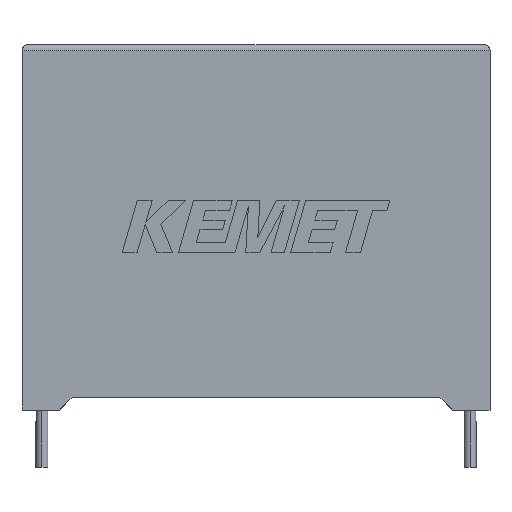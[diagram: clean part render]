
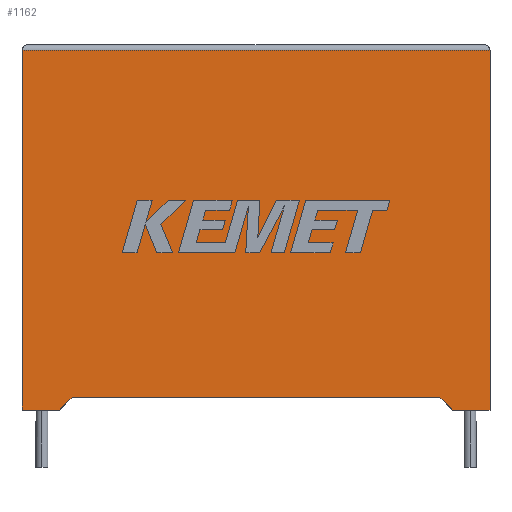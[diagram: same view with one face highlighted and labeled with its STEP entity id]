
A CAD part, top view. The second image highlights one B-rep face of the part: STEP entity #1162.
In plain terms, the highlighted planar face has unit normal (0, 0, 1).
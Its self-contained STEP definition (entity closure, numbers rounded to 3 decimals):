
#40 = VECTOR ( 'NONE', #482, 1000. ) ;
#53 = VECTOR ( 'NONE', #328, 1000. ) ;
#92 = LINE ( 'NONE', #367, #2157 ) ;
#122 = DIRECTION ( 'NONE',  ( 0., -1., 0. ) ) ;
#314 = EDGE_CURVE ( 'NONE', #2446, #1660, #490, .T. ) ;
#316 = VERTEX_POINT ( 'NONE', #1483 ) ;
#326 = CARTESIAN_POINT ( 'NONE',  ( 37.75, 0., 16.5 ) ) ;
#328 = DIRECTION ( 'NONE',  ( -1., 0., 0. ) ) ;
#352 = ORIENTED_EDGE ( 'NONE', *, *, #2298, .T. ) ;
#360 = LINE ( 'NONE', #2777, #53 ) ;
#367 = CARTESIAN_POINT ( 'NONE',  ( 0., 0., 16.5 ) ) ;
#383 = LINE ( 'NONE', #1170, #1316 ) ;
#482 = DIRECTION ( 'NONE',  ( 0., 1., 0. ) ) ;
#490 = LINE ( 'NONE', #2933, #1078 ) ;
#628 = CARTESIAN_POINT ( 'NONE',  ( 0., 0., 16.5 ) ) ;
#654 = EDGE_CURVE ( 'NONE', #1424, #1143, #92, .T. ) ;
#702 = ORIENTED_EDGE ( 'NONE', *, *, #1718, .T. ) ;
#715 = DIRECTION ( 'NONE',  ( 1., 0., 0. ) ) ;
#732 = ORIENTED_EDGE ( 'NONE', *, *, #2002, .F. ) ;
#741 = CARTESIAN_POINT ( 'NONE',  ( 0., 31.5, 16.5 ) ) ;
#856 = EDGE_CURVE ( 'NONE', #1660, #316, #2729, .T. ) ;
#921 = CARTESIAN_POINT ( 'NONE',  ( 0., 0., 16.5 ) ) ;
#924 = DIRECTION ( 'NONE',  ( -0.718, -0.696, 0. ) ) ;
#1001 = ORIENTED_EDGE ( 'NONE', *, *, #314, .T. ) ;
#1078 = VECTOR ( 'NONE', #715, 1000. ) ;
#1089 = VECTOR ( 'NONE', #2221, 1000. ) ;
#1143 = VERTEX_POINT ( 'NONE', #628 ) ;
#1162 = ADVANCED_FACE ( 'NONE', ( #1195 ), #2885, .F. ) ;
#1170 = CARTESIAN_POINT ( 'NONE',  ( 3.25, 0., 16.5 ) ) ;
#1195 = FACE_OUTER_BOUND ( 'NONE', #3030, .T. ) ;
#1237 = EDGE_CURVE ( 'NONE', #2509, #1745, #383, .T. ) ;
#1248 = CARTESIAN_POINT ( 'NONE',  ( 3.25, 0., 16.5 ) ) ;
#1316 = VECTOR ( 'NONE', #924, 1000. ) ;
#1424 = VERTEX_POINT ( 'NONE', #741 ) ;
#1473 = VERTEX_POINT ( 'NONE', #2716 ) ;
#1483 = CARTESIAN_POINT ( 'NONE',  ( 41., 31.5, 16.5 ) ) ;
#1660 = VERTEX_POINT ( 'NONE', #1898 ) ;
#1718 = EDGE_CURVE ( 'NONE', #1143, #1745, #3135, .T. ) ;
#1745 = VERTEX_POINT ( 'NONE', #1248 ) ;
#1769 = ORIENTED_EDGE ( 'NONE', *, *, #2236, .T. ) ;
#1898 = CARTESIAN_POINT ( 'NONE',  ( 41., 0., 16.5 ) ) ;
#2002 = EDGE_CURVE ( 'NONE', #1473, #2509, #360, .T. ) ;
#2083 = CARTESIAN_POINT ( 'NONE',  ( 4.389, 1.103, 16.5 ) ) ;
#2111 = DIRECTION ( 'NONE',  ( 0., 0., -1. ) ) ;
#2157 = VECTOR ( 'NONE', #122, 1000. ) ;
#2168 = DIRECTION ( 'NONE',  ( 1., 0., 0. ) ) ;
#2203 = LINE ( 'NONE', #2240, #2790 ) ;
#2221 = DIRECTION ( 'NONE',  ( -1., 0., 0. ) ) ;
#2236 = EDGE_CURVE ( 'NONE', #316, #1424, #2949, .T. ) ;
#2240 = CARTESIAN_POINT ( 'NONE',  ( 37.75, 0., 16.5 ) ) ;
#2283 = ORIENTED_EDGE ( 'NONE', *, *, #1237, .F. ) ;
#2289 = VECTOR ( 'NONE', #2168, 1000. ) ;
#2298 = EDGE_CURVE ( 'NONE', #1473, #2446, #2203, .T. ) ;
#2371 = CARTESIAN_POINT ( 'NONE',  ( 0., 0., 16.5 ) ) ;
#2435 = CARTESIAN_POINT ( 'NONE',  ( 0., 31.5, 16.5 ) ) ;
#2446 = VERTEX_POINT ( 'NONE', #326 ) ;
#2509 = VERTEX_POINT ( 'NONE', #2083 ) ;
#2548 = AXIS2_PLACEMENT_3D ( 'NONE', #2371, #2111, #2594 ) ;
#2594 = DIRECTION ( 'NONE',  ( -1., 0., 0. ) ) ;
#2647 = ORIENTED_EDGE ( 'NONE', *, *, #856, .T. ) ;
#2678 = DIRECTION ( 'NONE',  ( 0.718, -0.696, 0. ) ) ;
#2716 = CARTESIAN_POINT ( 'NONE',  ( 36.611, 1.103, 16.5 ) ) ;
#2729 = LINE ( 'NONE', #2956, #40 ) ;
#2755 = ORIENTED_EDGE ( 'NONE', *, *, #654, .T. ) ;
#2777 = CARTESIAN_POINT ( 'NONE',  ( 20.5, 1.103, 16.5 ) ) ;
#2790 = VECTOR ( 'NONE', #2678, 1000. ) ;
#2885 = PLANE ( 'NONE',  #2548 ) ;
#2933 = CARTESIAN_POINT ( 'NONE',  ( 0., 0., 16.5 ) ) ;
#2949 = LINE ( 'NONE', #2435, #1089 ) ;
#2956 = CARTESIAN_POINT ( 'NONE',  ( 41., 0., 16.5 ) ) ;
#3030 = EDGE_LOOP ( 'NONE', ( #2647, #1769, #2755, #702, #2283, #732, #352, #1001 ) ) ;
#3135 = LINE ( 'NONE', #921, #2289 ) ;
